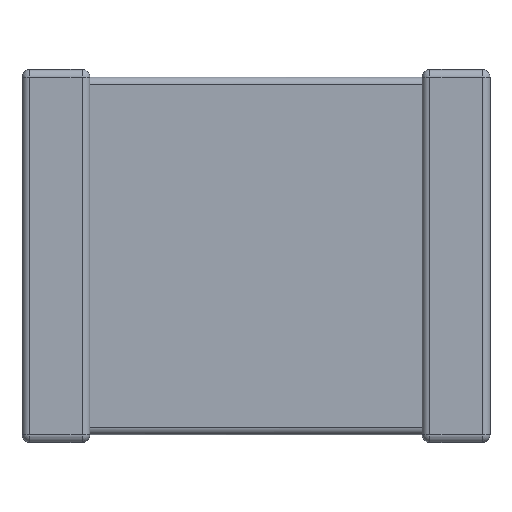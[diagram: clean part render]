
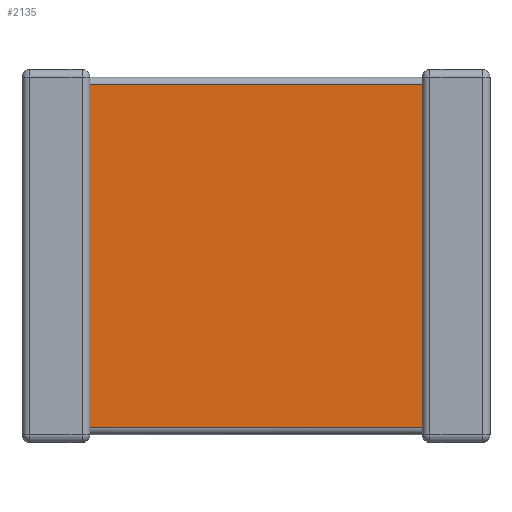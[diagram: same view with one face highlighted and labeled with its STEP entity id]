
A CAD part, front view. The second image highlights one B-rep face of the part: STEP entity #2135.
In plain terms, the highlighted planar face has unit normal (0, -1, 0).
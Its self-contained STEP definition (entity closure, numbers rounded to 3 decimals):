
#59 = AXIS2_PLACEMENT_3D ( 'NONE', #2528, #2874, #1825 ) ;
#89 = LINE ( 'NONE', #2784, #653 ) ;
#210 = DIRECTION ( 'NONE',  ( 0., 0., 1. ) ) ;
#458 = CARTESIAN_POINT ( 'NONE',  ( 2.95, 0.057, -2.636 ) ) ;
#543 = VECTOR ( 'NONE', #1332, 1000. ) ;
#653 = VECTOR ( 'NONE', #2854, 1000. ) ;
#713 = VERTEX_POINT ( 'NONE', #1613 ) ;
#899 = CARTESIAN_POINT ( 'NONE',  ( 0.5, 0.057, -2.75 ) ) ;
#918 = VECTOR ( 'NONE', #210, 1000. ) ;
#1128 = VERTEX_POINT ( 'NONE', #2968 ) ;
#1134 = LINE ( 'NONE', #899, #3402 ) ;
#1292 = ORIENTED_EDGE ( 'NONE', *, *, #2601, .F. ) ;
#1332 = DIRECTION ( 'NONE',  ( 1., 0., 0. ) ) ;
#1335 = ORIENTED_EDGE ( 'NONE', *, *, #2107, .T. ) ;
#1613 = CARTESIAN_POINT ( 'NONE',  ( 2.95, 0.057, -0.114 ) ) ;
#1825 = DIRECTION ( 'NONE',  ( 0., 0., -1. ) ) ;
#2022 = ORIENTED_EDGE ( 'NONE', *, *, #2545, .T. ) ;
#2107 = EDGE_CURVE ( 'NONE', #713, #1128, #89, .T. ) ;
#2135 = ADVANCED_FACE ( 'NONE', ( #4059 ), #3226, .T. ) ;
#2325 = CARTESIAN_POINT ( 'NONE',  ( 2.95, 0.057, -2.75 ) ) ;
#2357 = DIRECTION ( 'NONE',  ( 0., 0., 1. ) ) ;
#2495 = CARTESIAN_POINT ( 'NONE',  ( 2.95, 0.057, -2.636 ) ) ;
#2528 = CARTESIAN_POINT ( 'NONE',  ( 0.5, 0.057, -2.75 ) ) ;
#2545 = EDGE_CURVE ( 'NONE', #3332, #713, #4205, .T. ) ;
#2601 = EDGE_CURVE ( 'NONE', #2879, #1128, #1134, .T. ) ;
#2784 = CARTESIAN_POINT ( 'NONE',  ( 0.5, 0.057, -0.114 ) ) ;
#2854 = DIRECTION ( 'NONE',  ( -1., 0., 0. ) ) ;
#2874 = DIRECTION ( 'NONE',  ( 0., -1., 0. ) ) ;
#2879 = VERTEX_POINT ( 'NONE', #3510 ) ;
#2968 = CARTESIAN_POINT ( 'NONE',  ( 0.5, 0.057, -0.114 ) ) ;
#3064 = LINE ( 'NONE', #2495, #543 ) ;
#3226 = PLANE ( 'NONE',  #59 ) ;
#3268 = EDGE_CURVE ( 'NONE', #2879, #3332, #3064, .T. ) ;
#3332 = VERTEX_POINT ( 'NONE', #458 ) ;
#3402 = VECTOR ( 'NONE', #2357, 1000. ) ;
#3510 = CARTESIAN_POINT ( 'NONE',  ( 0.5, 0.057, -2.636 ) ) ;
#3855 = ORIENTED_EDGE ( 'NONE', *, *, #3268, .T. ) ;
#4059 = FACE_OUTER_BOUND ( 'NONE', #4112, .T. ) ;
#4112 = EDGE_LOOP ( 'NONE', ( #1292, #3855, #2022, #1335 ) ) ;
#4205 = LINE ( 'NONE', #2325, #918 ) ;
